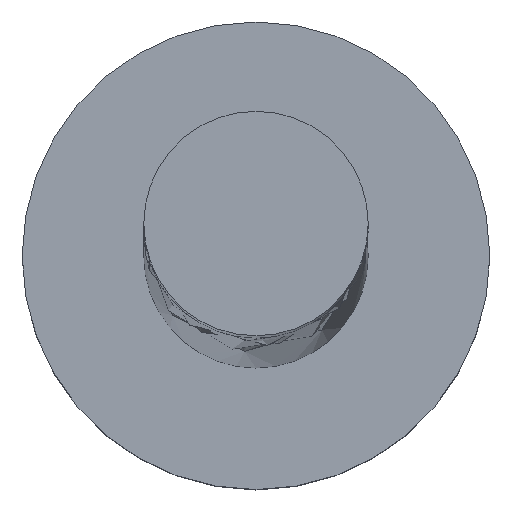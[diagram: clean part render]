
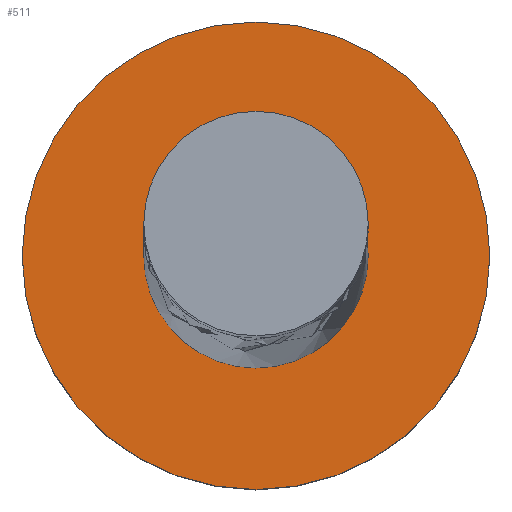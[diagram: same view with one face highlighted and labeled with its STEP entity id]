
A CAD part, top view. The second image highlights one B-rep face of the part: STEP entity #511.
In plain terms, the highlighted planar face has unit normal (0, 0, 1).
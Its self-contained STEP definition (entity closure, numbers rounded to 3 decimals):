
#71 = VERTEX_POINT ( 'NONE', #100 ) ;
#100 = CARTESIAN_POINT ( 'NONE',  ( 0.6, 0., 1.2 ) ) ;
#102 = CARTESIAN_POINT ( 'NONE',  ( 0., 0., 1.2 ) ) ;
#108 = DIRECTION ( 'NONE',  ( 1., 0., 0. ) ) ;
#126 = DIRECTION ( 'NONE',  ( 0., 0., 1. ) ) ;
#173 = AXIS2_PLACEMENT_3D ( 'NONE', #250, #1095, #643 ) ;
#190 = VERTEX_POINT ( 'NONE', #708 ) ;
#222 = AXIS2_PLACEMENT_3D ( 'NONE', #817, #306, #715 ) ;
#229 = CARTESIAN_POINT ( 'NONE',  ( -1.25, 0., 1.2 ) ) ;
#244 = EDGE_CURVE ( 'NONE', #190, #71, #799, .T. ) ;
#246 = AXIS2_PLACEMENT_3D ( 'NONE', #102, #948, #835 ) ;
#250 = CARTESIAN_POINT ( 'NONE',  ( 0., 0., 1.2 ) ) ;
#253 = VERTEX_POINT ( 'NONE', #613 ) ;
#306 = DIRECTION ( 'NONE',  ( 0., 0., 1. ) ) ;
#372 = DIRECTION ( 'NONE',  ( 1., 0., 0. ) ) ;
#511 = ADVANCED_FACE ( 'NONE', ( #570, #561 ), #986, .T. ) ;
#559 = ORIENTED_EDGE ( 'NONE', *, *, #777, .F. ) ;
#561 = FACE_OUTER_BOUND ( 'NONE', #1331, .T. ) ;
#565 = AXIS2_PLACEMENT_3D ( 'NONE', #646, #126, #108 ) ;
#570 = FACE_BOUND ( 'NONE', #874, .T. ) ;
#613 = CARTESIAN_POINT ( 'NONE',  ( 1.25, 0., 1.2 ) ) ;
#643 = DIRECTION ( 'NONE',  ( 1., 0., 0. ) ) ;
#646 = CARTESIAN_POINT ( 'NONE',  ( 0., 0., 1.2 ) ) ;
#651 = EDGE_CURVE ( 'NONE', #253, #778, #670, .T. ) ;
#670 = CIRCLE ( 'NONE', #246, 1.25 ) ;
#708 = CARTESIAN_POINT ( 'NONE',  ( -0.6, 0., 1.2 ) ) ;
#715 = DIRECTION ( 'NONE',  ( 1., 0., 0. ) ) ;
#716 = CIRCLE ( 'NONE', #565, 0.6 ) ;
#777 = EDGE_CURVE ( 'NONE', #71, #190, #716, .T. ) ;
#778 = VERTEX_POINT ( 'NONE', #229 ) ;
#799 = CIRCLE ( 'NONE', #222, 0.6 ) ;
#817 = CARTESIAN_POINT ( 'NONE',  ( 0., 0., 1.2 ) ) ;
#835 = DIRECTION ( 'NONE',  ( 1., 0., 0. ) ) ;
#869 = DIRECTION ( 'NONE',  ( 0., 0., 1. ) ) ;
#874 = EDGE_LOOP ( 'NONE', ( #1048, #559 ) ) ;
#948 = DIRECTION ( 'NONE',  ( 0., 0., 1. ) ) ;
#986 = PLANE ( 'NONE',  #1097 ) ;
#1003 = ORIENTED_EDGE ( 'NONE', *, *, #651, .T. ) ;
#1048 = ORIENTED_EDGE ( 'NONE', *, *, #244, .F. ) ;
#1095 = DIRECTION ( 'NONE',  ( 0., 0., 1. ) ) ;
#1097 = AXIS2_PLACEMENT_3D ( 'NONE', #1309, #869, #372 ) ;
#1191 = EDGE_CURVE ( 'NONE', #778, #253, #1339, .T. ) ;
#1195 = ORIENTED_EDGE ( 'NONE', *, *, #1191, .T. ) ;
#1309 = CARTESIAN_POINT ( 'NONE',  ( 0., 0., 1.2 ) ) ;
#1331 = EDGE_LOOP ( 'NONE', ( #1195, #1003 ) ) ;
#1339 = CIRCLE ( 'NONE', #173, 1.25 ) ;
